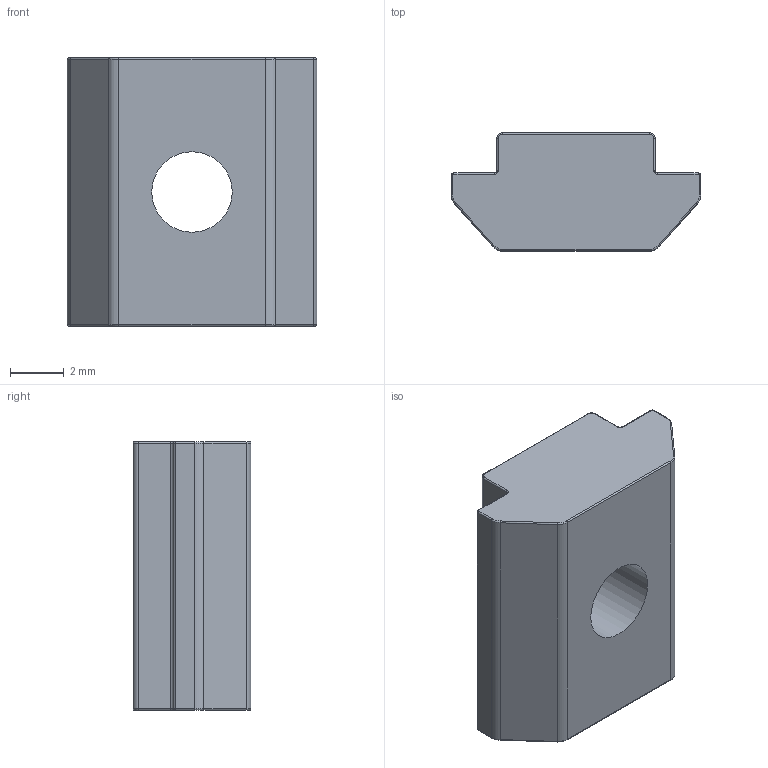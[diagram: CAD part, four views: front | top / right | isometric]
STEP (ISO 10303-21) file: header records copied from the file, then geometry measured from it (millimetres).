
FILE_DESCRIPTION((''),'2;1');
FILE_NAME('AR3819.stp','2018-05-21T15:44:46',('Envy'),(''),'Autodesk Inventor 2013','Autodesk Inventor 2013','');
FILE_SCHEMA(('AUTOMOTIVE_DESIGN { 1 0 10303 214 1 1 1 1 }'));
Length unit declared in the file: millimetre
Products named in the file (1): AR3819
Bounding box: 9.3 x 4.4 x 10 mm (x, y, z)
Volume: 294.4 mm3; surface area: 340 mm2
Topology: 1 solids, 1 shells, 63 faces, 143 edges, 82 vertices
Faces by surface type: cylinder 31, torus 16, plane 12, bspline 4
Full cylindrical faces by diameter (mm): 3 x1
Entity records: 2088 total; most frequent: CARTESIAN_POINT 608, DIRECTION 344, ORIENTED_EDGE 284, AXIS2_PLACEMENT_3D 142, EDGE_CURVE 142, VERTEX_POINT 82, CIRCLE 82, EDGE_LOOP 66
